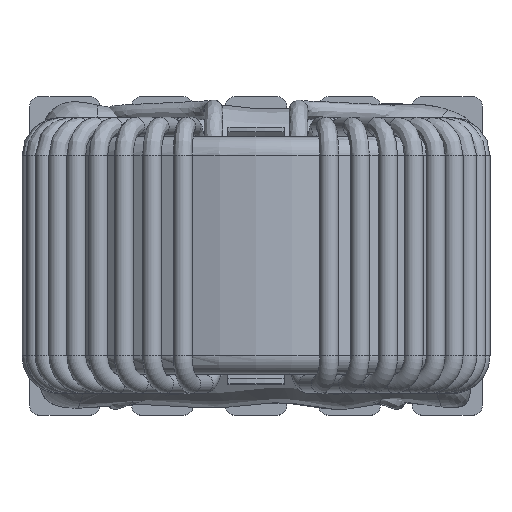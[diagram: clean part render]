
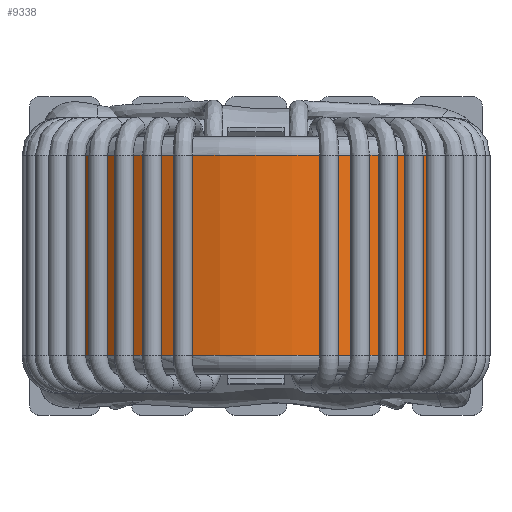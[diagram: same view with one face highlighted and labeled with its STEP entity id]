
A CAD part, top view. The second image highlights one B-rep face of the part: STEP entity #9338.
In plain terms, the highlighted cylindrical face has radius 11.5 mm (diameter 23 mm), a partial arc.
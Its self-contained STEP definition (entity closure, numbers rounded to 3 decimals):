
#393=LINE('',#21808,#655);
#394=LINE('',#21812,#656);
#655=VECTOR('',#11107,1000.);
#656=VECTOR('',#11110,1000.);
#1248=ORIENTED_EDGE('',*,*,#2637,.T.);
#1249=ORIENTED_EDGE('',*,*,#2638,.T.);
#1250=ORIENTED_EDGE('',*,*,#2639,.T.);
#1251=ORIENTED_EDGE('',*,*,#2636,.T.);
#2636=EDGE_CURVE('',#3406,#3405,#4016,.T.);
#2637=EDGE_CURVE('',#3405,#3407,#393,.T.);
#2638=EDGE_CURVE('',#3407,#3408,#4017,.T.);
#2639=EDGE_CURVE('',#3408,#3406,#394,.T.);
#3405=VERTEX_POINT('',#21804);
#3406=VERTEX_POINT('',#21805);
#3407=VERTEX_POINT('',#21809);
#3408=VERTEX_POINT('',#21811);
#4016=CIRCLE('',#9971,11.5);
#4017=CIRCLE('',#9973,11.5);
#4619=EDGE_LOOP('',(#1248,#1249,#1250,#1251));
#5433=FACE_BOUND('',#4619,.T.);
#6016=CYLINDRICAL_SURFACE('',#9972,11.5);
#9338=ADVANCED_FACE('',(#5433),#6016,.T.);
#9971=AXIS2_PLACEMENT_3D('',#21806,#11103,#11104);
#9972=AXIS2_PLACEMENT_3D('',#21807,#11105,#11106);
#9973=AXIS2_PLACEMENT_3D('',#21810,#11108,#11109);
#11103=DIRECTION('',(0.,-1.,0.));
#11104=DIRECTION('',(0.,0.,1.));
#11105=DIRECTION('',(0.,-1.,0.));
#11106=DIRECTION('',(0.,0.,1.));
#11107=DIRECTION('',(0.,-1.,0.));
#11108=DIRECTION('',(0.,1.,0.));
#11109=DIRECTION('',(0.,0.,1.));
#11110=DIRECTION('',(0.,1.,0.));
#21804=CARTESIAN_POINT('',(-3.354,5.35,4.));
#21805=CARTESIAN_POINT('',(3.354,5.35,4.));
#21806=CARTESIAN_POINT('',(0.,5.35,15.));
#21807=CARTESIAN_POINT('',(0.,-6.35,15.));
#21808=CARTESIAN_POINT('',(-3.354,-6.35,4.));
#21809=CARTESIAN_POINT('',(-3.354,-5.35,4.));
#21810=CARTESIAN_POINT('',(0.,-5.35,15.));
#21811=CARTESIAN_POINT('',(3.354,-5.35,4.));
#21812=CARTESIAN_POINT('',(3.354,-6.35,4.));
